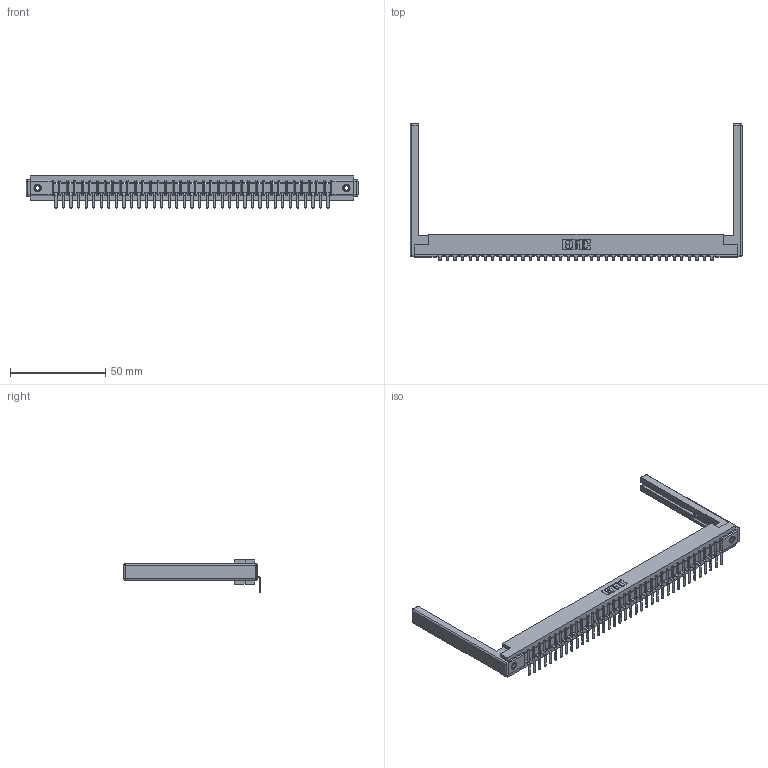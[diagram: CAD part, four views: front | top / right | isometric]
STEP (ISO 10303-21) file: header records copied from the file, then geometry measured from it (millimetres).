
FILE_DESCRIPTION (( 'STEP AP203' ), '1' );
FILE_NAME ('357-037-559-168.STEP', '2022-07-12T20:19:34', ( '' ), ( '' ), 'SwSTEP 2.0', 'SolidWorks 2020', '' );
FILE_SCHEMA (( 'CONFIG_CONTROL_DESIGN' ));
Length unit declared in the file: inch
Products named in the file (5): 307-220-068; 345-250-001_345-250-001-102; 357-037-559-168; 307 Part_.156 Dia Mounting Holes; 307-290-001_558 559 - 1 (Single)
Assembly tree (42 placements, depth 2):
  357-037-559-168
    307 Part_.156 Dia Mounting Holes
    307-290-001_558 559 - 1 (Single)  x37
    307-220-068  x2
    345-250-001_345-250-001-102  x2
Bounding box: 174.04 x 71.67 x 16.8 mm (x, y, z)
Volume: 22451 mm3; surface area: 23236.2 mm2
Topology: 42 solids, 42 shells, 2530 faces, 7151 edges, 4594 vertices
Faces by surface type: plane 1601, cylinder 829, sphere 84, cone 12, torus 4
Entity records: 35199 total; most frequent: CARTESIAN_POINT 5893, ORIENTED_EDGE 5868, DIRECTION 5752, EDGE_CURVE 2934, LINE 2246, VECTOR 2246, VERTEX_POINT 1894, AXIS2_PLACEMENT_3D 1753
